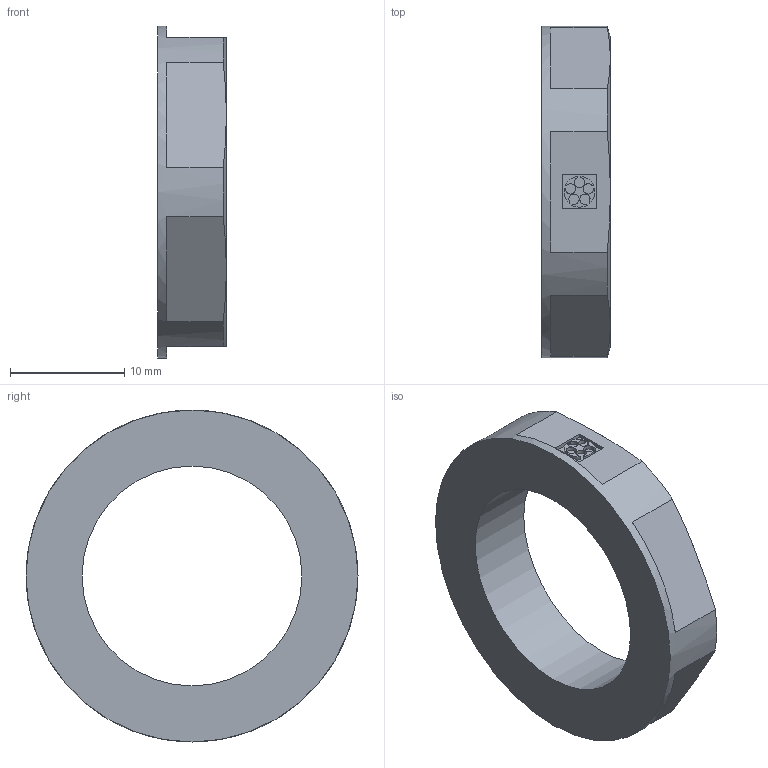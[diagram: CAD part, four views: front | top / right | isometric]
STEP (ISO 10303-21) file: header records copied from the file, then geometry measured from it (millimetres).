
FILE_DESCRIPTION( ( 'STEP AP214' ), '1' );
FILE_NAME( 'SKINTOP_GMP-GL_PG_13_5______Art__Nr__53019030_2_14a.stp', ' ', ( ' ' ), ( ' ' ), 'PSStep 15.0.47', 'PARTsolutions', ' ' );
FILE_SCHEMA( ( 'AUTOMOTIVE_DESIGN { 1 0 10303 214 1 1 1 1 }' ) );
Length unit declared in the file: millimetre
Products named in the file (1): _SKINTOP GMP-GL PG 13,5      Art. Nr. 53019030
Bounding box: 6 x 29 x 29 mm (x, y, z)
Volume: 1997 mm3; surface area: 1642.6 mm2
Topology: 1 solids, 1 shells, 48 faces, 126 edges, 82 vertices
Faces by surface type: plane 30, cylinder 12, cone 6
Full cylindrical faces by diameter (mm): 19.2 x1, 29 x1
Entity records: 1884 total; most frequent: CARTESIAN_POINT 293, DIRECTION 250, ORIENTED_EDGE 246, EDGE_CURVE 123, AXIS2_PLACEMENT_3D 90, VERTEX_POINT 81, LINE 70, VECTOR 70
